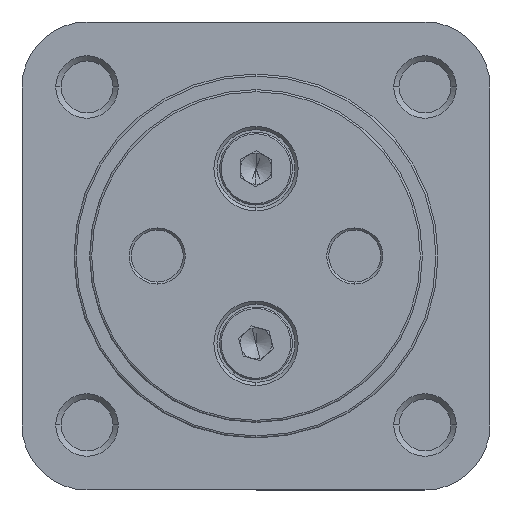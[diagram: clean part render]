
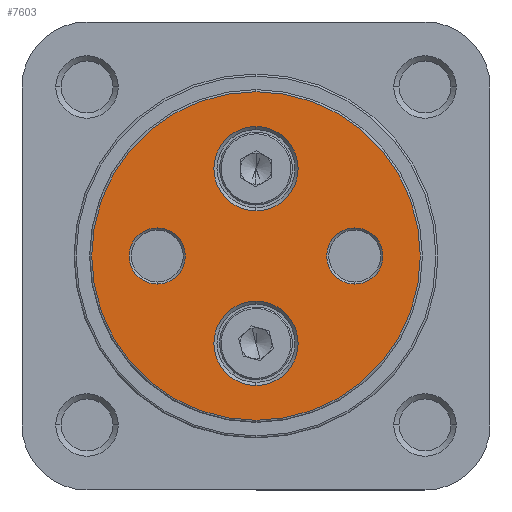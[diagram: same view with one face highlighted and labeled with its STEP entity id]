
A CAD part, left-side view. The second image highlights one B-rep face of the part: STEP entity #7603.
In plain terms, the highlighted planar face has unit normal (-1, 0, 0).
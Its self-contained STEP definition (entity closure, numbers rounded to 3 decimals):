
#62 = EDGE_LOOP ( 'NONE', ( #2738, #2685 ) ) ;
#141 = EDGE_LOOP ( 'NONE', ( #2866, #3350 ) ) ;
#168 = EDGE_LOOP ( 'NONE', ( #3541, #3087 ) ) ;
#176 = EDGE_LOOP ( 'NONE', ( #2658, #3466 ) ) ;
#268 = EDGE_LOOP ( 'NONE', ( #2626, #3443 ) ) ;
#420 = CIRCLE ( 'NONE', #7853, 15.8 ) ;
#427 = CIRCLE ( 'NONE', #7861, 15.8 ) ;
#455 = CIRCLE ( 'NONE', #7873, 4.05 ) ;
#492 = CIRCLE ( 'NONE', #7883, 2.7 ) ;
#511 = CIRCLE ( 'NONE', #7892, 4.05 ) ;
#540 = CIRCLE ( 'NONE', #7904, 2.7 ) ;
#547 = CIRCLE ( 'NONE', #7908, 2.7 ) ;
#582 = CIRCLE ( 'NONE', #7913, 4.05 ) ;
#629 = CIRCLE ( 'NONE', #7929, 2.7 ) ;
#681 = CIRCLE ( 'NONE', #7959, 4.05 ) ;
#1093 = CARTESIAN_POINT ( 'NONE',  ( 0., -9.5, 0. ) ) ;
#1099 = DIRECTION ( 'NONE',  ( 1., 0., 0. ) ) ;
#1100 = DIRECTION ( 'NONE',  ( 0., 0., -1. ) ) ;
#1102 = CARTESIAN_POINT ( 'NONE',  ( 0., 9.5, 0. ) ) ;
#1110 = DIRECTION ( 'NONE',  ( 1., 0., 0. ) ) ;
#1111 = DIRECTION ( 'NONE',  ( 0., 0., -1. ) ) ;
#1165 = CARTESIAN_POINT ( 'NONE',  ( 0., 0., 8.4 ) ) ;
#1167 = DIRECTION ( 'NONE',  ( 1., 0., 0. ) ) ;
#1168 = DIRECTION ( 'NONE',  ( 0., 0., -1. ) ) ;
#1233 = CARTESIAN_POINT ( 'NONE',  ( 0., -9.5, 0. ) ) ;
#1243 = DIRECTION ( 'NONE',  ( 1., 0., 0. ) ) ;
#1244 = DIRECTION ( 'NONE',  ( 0., 0., -1. ) ) ;
#1342 = CARTESIAN_POINT ( 'NONE',  ( 0., 0., -8.4 ) ) ;
#1349 = DIRECTION ( 'NONE',  ( 1., 0., 0. ) ) ;
#1350 = DIRECTION ( 'NONE',  ( 0., 0., -1. ) ) ;
#1963 = CARTESIAN_POINT ( 'NONE',  ( 0., 0., 15.8 ) ) ;
#1965 = CARTESIAN_POINT ( 'NONE',  ( 0., -9.5, -2.7 ) ) ;
#2044 = CARTESIAN_POINT ( 'NONE',  ( 0., 0., 12.45 ) ) ;
#2063 = CARTESIAN_POINT ( 'NONE',  ( 0., 9.5, 2.7 ) ) ;
#2070 = CARTESIAN_POINT ( 'NONE',  ( 0., 0., -15.8 ) ) ;
#2180 = CARTESIAN_POINT ( 'NONE',  ( 0., 0., 4.35 ) ) ;
#2213 = CARTESIAN_POINT ( 'NONE',  ( 0., 0., -12.45 ) ) ;
#2232 = CARTESIAN_POINT ( 'NONE',  ( 0., -9.5, 2.7 ) ) ;
#2250 = CARTESIAN_POINT ( 'NONE',  ( 0., 0., -4.35 ) ) ;
#2261 = CARTESIAN_POINT ( 'NONE',  ( 0., 9.5, -2.7 ) ) ;
#2626 = ORIENTED_EDGE ( 'NONE', *, *, #6315, .T. ) ;
#2658 = ORIENTED_EDGE ( 'NONE', *, *, #6232, .T. ) ;
#2685 = ORIENTED_EDGE ( 'NONE', *, *, #6252, .T. ) ;
#2738 = ORIENTED_EDGE ( 'NONE', *, *, #6338, .T. ) ;
#2866 = ORIENTED_EDGE ( 'NONE', *, *, #6311, .T. ) ;
#2891 = FACE_BOUND ( 'NONE', #268, .T. ) ;
#2895 = FACE_OUTER_BOUND ( 'NONE', #176, .T. ) ;
#2902 = FACE_BOUND ( 'NONE', #168, .T. ) ;
#2904 = FACE_BOUND ( 'NONE', #62, .T. ) ;
#2906 = FACE_BOUND ( 'NONE', #141, .T. ) ;
#3087 = ORIENTED_EDGE ( 'NONE', *, *, #6408, .T. ) ;
#3350 = ORIENTED_EDGE ( 'NONE', *, *, #6369, .T. ) ;
#3443 = ORIENTED_EDGE ( 'NONE', *, *, #6276, .T. ) ;
#3466 = ORIENTED_EDGE ( 'NONE', *, *, #6226, .T. ) ;
#3541 = ORIENTED_EDGE ( 'NONE', *, *, #6289, .T. ) ;
#5372 = CARTESIAN_POINT ( 'NONE',  ( 0., 0., 0. ) ) ;
#5381 = PLANE ( 'NONE',  #8340 ) ;
#5384 = DIRECTION ( 'NONE',  ( 1., 0., 0. ) ) ;
#5385 = DIRECTION ( 'NONE',  ( 0., 0., -1. ) ) ;
#6226 = EDGE_CURVE ( 'NONE', #6676, #6909, #420, .T. ) ;
#6232 = EDGE_CURVE ( 'NONE', #6909, #6676, #427, .T. ) ;
#6252 = EDGE_CURVE ( 'NONE', #7080, #6835, #455, .T. ) ;
#6276 = EDGE_CURVE ( 'NONE', #7303, #6900, #492, .T. ) ;
#6289 = EDGE_CURVE ( 'NONE', #7285, #7176, #511, .T. ) ;
#6311 = EDGE_CURVE ( 'NONE', #7236, #6679, #540, .T. ) ;
#6315 = EDGE_CURVE ( 'NONE', #6900, #7303, #547, .T. ) ;
#6338 = EDGE_CURVE ( 'NONE', #6835, #7080, #582, .T. ) ;
#6369 = EDGE_CURVE ( 'NONE', #6679, #7236, #629, .T. ) ;
#6408 = EDGE_CURVE ( 'NONE', #7176, #7285, #681, .T. ) ;
#6676 = VERTEX_POINT ( 'NONE', #1963 ) ;
#6679 = VERTEX_POINT ( 'NONE', #1965 ) ;
#6829 = CARTESIAN_POINT ( 'NONE',  ( 0., 0., -8.4 ) ) ;
#6835 = VERTEX_POINT ( 'NONE', #2044 ) ;
#6862 = DIRECTION ( 'NONE',  ( 1., 0., 0. ) ) ;
#6864 = DIRECTION ( 'NONE',  ( 0., 0., -1. ) ) ;
#6873 = DIRECTION ( 'NONE',  ( -1., 0., 0. ) ) ;
#6900 = VERTEX_POINT ( 'NONE', #2063 ) ;
#6909 = VERTEX_POINT ( 'NONE', #2070 ) ;
#6952 = DIRECTION ( 'NONE',  ( 1., 0., 0. ) ) ;
#6997 = CARTESIAN_POINT ( 'NONE',  ( 0., 0., 8.4 ) ) ;
#6998 = DIRECTION ( 'NONE',  ( 0., 0., -1. ) ) ;
#7071 = CARTESIAN_POINT ( 'NONE',  ( 0., 0., 0. ) ) ;
#7080 = VERTEX_POINT ( 'NONE', #2180 ) ;
#7085 = DIRECTION ( 'NONE',  ( 0., 0., -1. ) ) ;
#7157 = DIRECTION ( 'NONE',  ( -1., 0., 0. ) ) ;
#7176 = VERTEX_POINT ( 'NONE', #2213 ) ;
#7190 = DIRECTION ( 'NONE',  ( 0., 0., -1. ) ) ;
#7192 = CARTESIAN_POINT ( 'NONE',  ( 0., 0., 0. ) ) ;
#7236 = VERTEX_POINT ( 'NONE', #2232 ) ;
#7285 = VERTEX_POINT ( 'NONE', #2250 ) ;
#7303 = VERTEX_POINT ( 'NONE', #2261 ) ;
#7329 = CARTESIAN_POINT ( 'NONE',  ( 0., 9.5, 0. ) ) ;
#7332 = DIRECTION ( 'NONE',  ( 1., 0., 0. ) ) ;
#7337 = DIRECTION ( 'NONE',  ( 0., 0., -1. ) ) ;
#7603 = ADVANCED_FACE ( 'NONE', ( #2895, #2902, #2904, #2906, #2891 ), #5381, .F. ) ;
#7853 = AXIS2_PLACEMENT_3D ( 'NONE', #7192, #7157, #7085 ) ;
#7861 = AXIS2_PLACEMENT_3D ( 'NONE', #7071, #6873, #7190 ) ;
#7873 = AXIS2_PLACEMENT_3D ( 'NONE', #6997, #6952, #6998 ) ;
#7883 = AXIS2_PLACEMENT_3D ( 'NONE', #7329, #7332, #7337 ) ;
#7892 = AXIS2_PLACEMENT_3D ( 'NONE', #6829, #6862, #6864 ) ;
#7904 = AXIS2_PLACEMENT_3D ( 'NONE', #1093, #1099, #1100 ) ;
#7908 = AXIS2_PLACEMENT_3D ( 'NONE', #1102, #1110, #1111 ) ;
#7913 = AXIS2_PLACEMENT_3D ( 'NONE', #1165, #1167, #1168 ) ;
#7929 = AXIS2_PLACEMENT_3D ( 'NONE', #1233, #1243, #1244 ) ;
#7959 = AXIS2_PLACEMENT_3D ( 'NONE', #1342, #1349, #1350 ) ;
#8340 = AXIS2_PLACEMENT_3D ( 'NONE', #5372, #5384, #5385 ) ;
